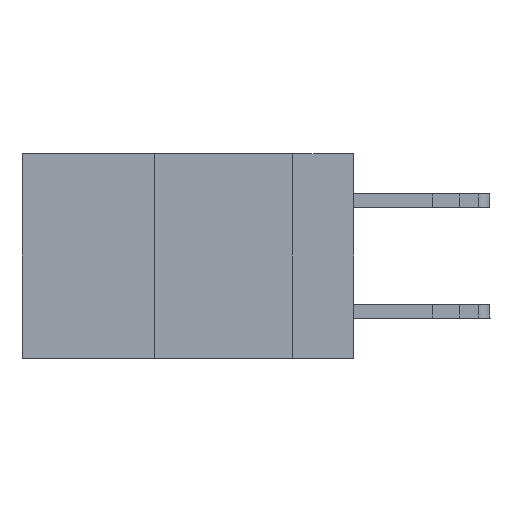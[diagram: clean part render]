
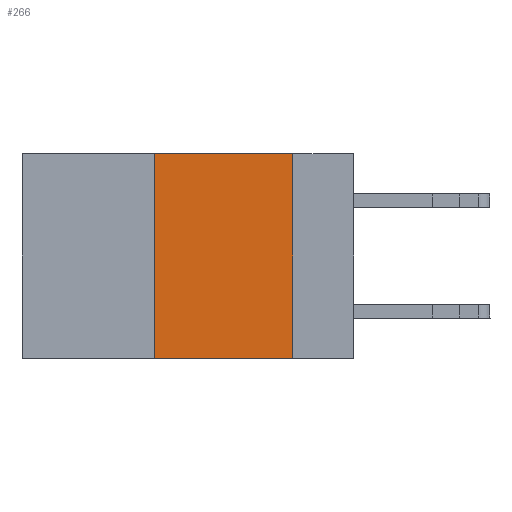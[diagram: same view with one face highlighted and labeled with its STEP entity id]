
A CAD part, left-side view. The second image highlights one B-rep face of the part: STEP entity #266.
In plain terms, the highlighted planar face has unit normal (-1, 0, 0).
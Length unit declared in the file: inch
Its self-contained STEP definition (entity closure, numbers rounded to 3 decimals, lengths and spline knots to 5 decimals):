
#266 = ADVANCED_FACE ( 'NONE', ( #6001 ), #15498, .F. ) ;
#1585 = LINE ( 'NONE', #9509, #8792 ) ;
#4411 = LINE ( 'NONE', #8180, #21796 ) ;
#5706 = VERTEX_POINT ( 'NONE', #20693 ) ;
#6001 = FACE_OUTER_BOUND ( 'NONE', #12348, .T. ) ;
#6194 = LINE ( 'NONE', #23971, #12281 ) ;
#6446 = EDGE_CURVE ( 'NONE', #17471, #21614, #4411, .T. ) ;
#6919 = EDGE_CURVE ( 'NONE', #5706, #21614, #6194, .T. ) ;
#7839 = LINE ( 'NONE', #11988, #16111 ) ;
#8180 = CARTESIAN_POINT ( 'NONE',  ( 0., 0.11, 0. ) ) ;
#8683 = CARTESIAN_POINT ( 'NONE',  ( 0., 0.11, 0. ) ) ;
#8792 = VECTOR ( 'NONE', #17432, 39.37008 ) ;
#9470 = ORIENTED_EDGE ( 'NONE', *, *, #20377, .F. ) ;
#9509 = CARTESIAN_POINT ( 'NONE',  ( 0., 0.6, 0. ) ) ;
#11988 = CARTESIAN_POINT ( 'NONE',  ( 0., 0.36, 0. ) ) ;
#12281 = VECTOR ( 'NONE', #16208, 39.37008 ) ;
#12348 = EDGE_LOOP ( 'NONE', ( #24854, #24488, #9470, #15633 ) ) ;
#13278 = VERTEX_POINT ( 'NONE', #23866 ) ;
#15377 = EDGE_CURVE ( 'NONE', #13278, #17471, #1585, .T. ) ;
#15498 = PLANE ( 'NONE',  #23392 ) ;
#15633 = ORIENTED_EDGE ( 'NONE', *, *, #6919, .T. ) ;
#15757 = CARTESIAN_POINT ( 'NONE',  ( 0., 0.11, -0.37 ) ) ;
#16111 = VECTOR ( 'NONE', #23526, 39.37008 ) ;
#16208 = DIRECTION ( 'NONE',  ( 0., -1., 0. ) ) ;
#17432 = DIRECTION ( 'NONE',  ( 0., -1., 0. ) ) ;
#17471 = VERTEX_POINT ( 'NONE', #8683 ) ;
#17568 = DIRECTION ( 'NONE',  ( 0., 0., -1. ) ) ;
#19763 = DIRECTION ( 'NONE',  ( 1., 0., 0. ) ) ;
#20377 = EDGE_CURVE ( 'NONE', #5706, #13278, #7839, .T. ) ;
#20693 = CARTESIAN_POINT ( 'NONE',  ( 0., 0.36, -0.37 ) ) ;
#21614 = VERTEX_POINT ( 'NONE', #15757 ) ;
#21711 = CARTESIAN_POINT ( 'NONE',  ( 0., 0.6, 0. ) ) ;
#21796 = VECTOR ( 'NONE', #23879, 39.37008 ) ;
#23392 = AXIS2_PLACEMENT_3D ( 'NONE', #21711, #19763, #17568 ) ;
#23526 = DIRECTION ( 'NONE',  ( 0., 0., 1. ) ) ;
#23866 = CARTESIAN_POINT ( 'NONE',  ( 0., 0.36, 0. ) ) ;
#23879 = DIRECTION ( 'NONE',  ( 0., 0., -1. ) ) ;
#23971 = CARTESIAN_POINT ( 'NONE',  ( 0., 0.6, -0.37 ) ) ;
#24488 = ORIENTED_EDGE ( 'NONE', *, *, #15377, .F. ) ;
#24854 = ORIENTED_EDGE ( 'NONE', *, *, #6446, .F. ) ;
